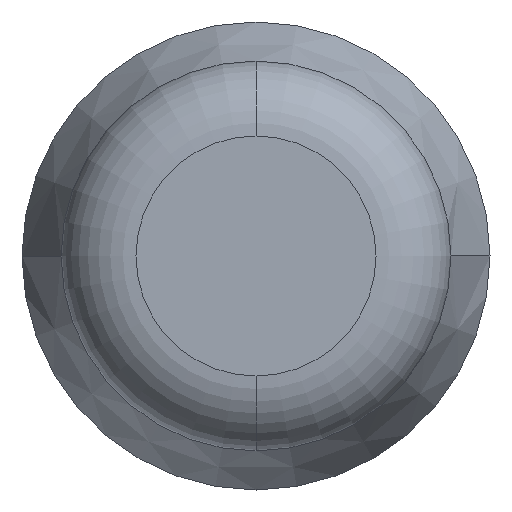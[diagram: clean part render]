
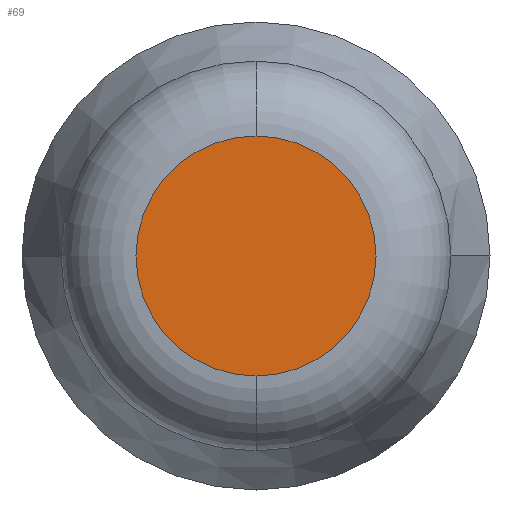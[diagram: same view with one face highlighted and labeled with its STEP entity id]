
A CAD part, front view. The second image highlights one B-rep face of the part: STEP entity #69.
In plain terms, the highlighted planar face has unit normal (0, -1, 0).
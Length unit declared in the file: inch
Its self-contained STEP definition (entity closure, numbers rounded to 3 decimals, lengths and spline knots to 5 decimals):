
#5 = ORIENTED_EDGE ( 'NONE', *, *, #15, .T. ) ;
#13 = AXIS2_PLACEMENT_3D ( 'NONE', #65, #190, #80 ) ;
#15 = EDGE_CURVE ( 'NONE', #376, #89, #359, .T. ) ;
#51 = DIRECTION ( 'NONE',  ( 0., 0., -1. ) ) ;
#65 = CARTESIAN_POINT ( 'NONE',  ( 0., 0., 0. ) ) ;
#67 = AXIS2_PLACEMENT_3D ( 'NONE', #129, #240, #267 ) ;
#69 = ADVANCED_FACE ( 'NONE', ( #109 ), #75, .T. ) ;
#75 = PLANE ( 'NONE',  #13 ) ;
#80 = DIRECTION ( 'NONE',  ( 0., 0., -1. ) ) ;
#89 = VERTEX_POINT ( 'NONE', #328 ) ;
#104 = CARTESIAN_POINT ( 'NONE',  ( 0., 0., 0.0481 ) ) ;
#109 = FACE_OUTER_BOUND ( 'NONE', #160, .T. ) ;
#129 = CARTESIAN_POINT ( 'NONE',  ( 0., 0., 0. ) ) ;
#137 = CIRCLE ( 'NONE', #388, 0.0481 ) ;
#160 = EDGE_LOOP ( 'NONE', ( #182, #5 ) ) ;
#170 = DIRECTION ( 'NONE',  ( 0., -1., 0. ) ) ;
#182 = ORIENTED_EDGE ( 'NONE', *, *, #236, .T. ) ;
#190 = DIRECTION ( 'NONE',  ( 0., -1., 0. ) ) ;
#222 = CARTESIAN_POINT ( 'NONE',  ( 0., 0., 0. ) ) ;
#236 = EDGE_CURVE ( 'NONE', #89, #376, #137, .T. ) ;
#240 = DIRECTION ( 'NONE',  ( 0., -1., 0. ) ) ;
#267 = DIRECTION ( 'NONE',  ( 0., 0., -1. ) ) ;
#328 = CARTESIAN_POINT ( 'NONE',  ( 0., 0., -0.0481 ) ) ;
#359 = CIRCLE ( 'NONE', #67, 0.0481 ) ;
#376 = VERTEX_POINT ( 'NONE', #104 ) ;
#388 = AXIS2_PLACEMENT_3D ( 'NONE', #222, #170, #51 ) ;
